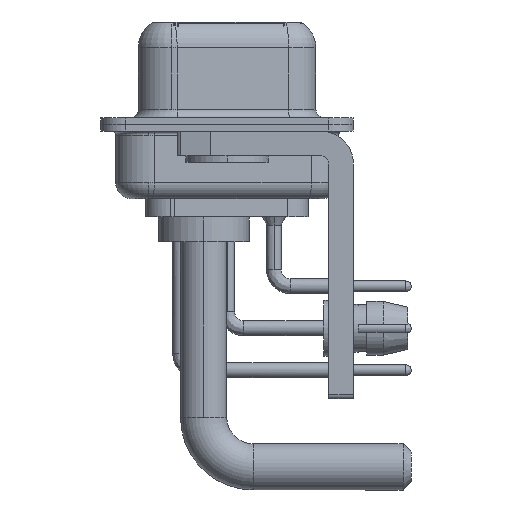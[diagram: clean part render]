
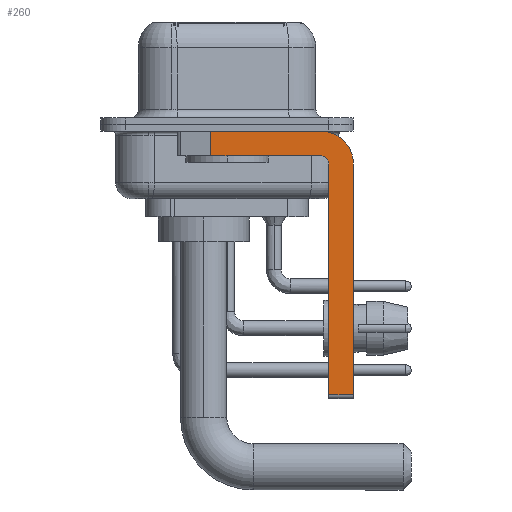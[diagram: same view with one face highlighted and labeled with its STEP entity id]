
A CAD part, left-side view. The second image highlights one B-rep face of the part: STEP entity #260.
In plain terms, the highlighted planar face has unit normal (-1, 0, 0).
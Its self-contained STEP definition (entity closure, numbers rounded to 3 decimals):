
#96 = CARTESIAN_POINT ( 'NONE',  ( -2.9, -5.65, -1.9 ) ) ;
#260 = ADVANCED_FACE ( 'NONE', ( #24053 ), #4493, .F. ) ;
#1245 = DIRECTION ( 'NONE',  ( 0., -1., 0. ) ) ;
#1289 = DIRECTION ( 'NONE',  ( 0., 0., -1. ) ) ;
#1293 = EDGE_CURVE ( 'NONE', #31637, #14075, #30332, .T. ) ;
#2163 = VERTEX_POINT ( 'NONE', #25290 ) ;
#2229 = DIRECTION ( 'NONE',  ( 0., 0., -1. ) ) ;
#3567 = CIRCLE ( 'NONE', #12262, 0.5 ) ;
#4226 = EDGE_CURVE ( 'NONE', #5352, #27289, #24980, .T. ) ;
#4493 = PLANE ( 'NONE',  #12449 ) ;
#5352 = VERTEX_POINT ( 'NONE', #24121 ) ;
#5666 = LINE ( 'NONE', #15466, #11319 ) ;
#6300 = VECTOR ( 'NONE', #1245, 1000. ) ;
#6681 = CARTESIAN_POINT ( 'NONE',  ( -2.9, 3., -0.4 ) ) ;
#6686 = ORIENTED_EDGE ( 'NONE', *, *, #4226, .F. ) ;
#7162 = LINE ( 'NONE', #12128, #7371 ) ;
#7371 = VECTOR ( 'NONE', #26862, 1000. ) ;
#8392 = CARTESIAN_POINT ( 'NONE',  ( -2.9, 0.978, -1.9 ) ) ;
#9166 = EDGE_CURVE ( 'NONE', #24773, #2163, #28661, .T. ) ;
#9759 = DIRECTION ( 'NONE',  ( 0., 0., -1. ) ) ;
#10178 = AXIS2_PLACEMENT_3D ( 'NONE', #19850, #22411, #19386 ) ;
#11319 = VECTOR ( 'NONE', #24894, 1000. ) ;
#11589 = ORIENTED_EDGE ( 'NONE', *, *, #28518, .F. ) ;
#11781 = ORIENTED_EDGE ( 'NONE', *, *, #31537, .F. ) ;
#12128 = CARTESIAN_POINT ( 'NONE',  ( -2.9, -6.15, -16.6 ) ) ;
#12262 = AXIS2_PLACEMENT_3D ( 'NONE', #30798, #22789, #18149 ) ;
#12449 = AXIS2_PLACEMENT_3D ( 'NONE', #14286, #17009, #2229 ) ;
#13435 = EDGE_LOOP ( 'NONE', ( #17521, #17297, #11781, #18678, #18656, #28094, #11589, #6686 ) ) ;
#14075 = VERTEX_POINT ( 'NONE', #26863 ) ;
#14286 = CARTESIAN_POINT ( 'NONE',  ( -2.9, -5.65, -2.4 ) ) ;
#14533 = EDGE_CURVE ( 'NONE', #26495, #16570, #3567, .T. ) ;
#15466 = CARTESIAN_POINT ( 'NONE',  ( -2.9, -5.65, -1.9 ) ) ;
#15623 = EDGE_CURVE ( 'NONE', #31637, #5352, #21421, .T. ) ;
#16570 = VERTEX_POINT ( 'NONE', #96 ) ;
#16656 = CARTESIAN_POINT ( 'NONE',  ( -2.9, -7.65, -2.4 ) ) ;
#17009 = DIRECTION ( 'NONE',  ( 1., 0., 0. ) ) ;
#17297 = ORIENTED_EDGE ( 'NONE', *, *, #1293, .T. ) ;
#17521 = ORIENTED_EDGE ( 'NONE', *, *, #15623, .F. ) ;
#18149 = DIRECTION ( 'NONE',  ( 0., 0., 1. ) ) ;
#18271 = CARTESIAN_POINT ( 'NONE',  ( -2.9, -5.65, -16.35 ) ) ;
#18349 = EDGE_CURVE ( 'NONE', #24773, #26495, #7162, .T. ) ;
#18656 = ORIENTED_EDGE ( 'NONE', *, *, #18349, .F. ) ;
#18678 = ORIENTED_EDGE ( 'NONE', *, *, #14533, .F. ) ;
#18704 = CARTESIAN_POINT ( 'NONE',  ( -2.9, -6.15, -16.35 ) ) ;
#18972 = CARTESIAN_POINT ( 'NONE',  ( -2.9, 0.978, -0.4 ) ) ;
#19046 = LINE ( 'NONE', #16656, #27076 ) ;
#19386 = DIRECTION ( 'NONE',  ( 0., 0., -1. ) ) ;
#19850 = CARTESIAN_POINT ( 'NONE',  ( -2.9, -5.65, -2.4 ) ) ;
#21421 = LINE ( 'NONE', #6681, #28705 ) ;
#22411 = DIRECTION ( 'NONE',  ( 1., 0., 0. ) ) ;
#22789 = DIRECTION ( 'NONE',  ( -1., 0., 0. ) ) ;
#24053 = FACE_OUTER_BOUND ( 'NONE', #13435, .T. ) ;
#24121 = CARTESIAN_POINT ( 'NONE',  ( -2.9, -5.65, -0.4 ) ) ;
#24773 = VERTEX_POINT ( 'NONE', #18704 ) ;
#24894 = DIRECTION ( 'NONE',  ( 0., 1., 0. ) ) ;
#24980 = CIRCLE ( 'NONE', #10178, 2. ) ;
#25183 = VECTOR ( 'NONE', #1289, 1000. ) ;
#25244 = CARTESIAN_POINT ( 'NONE',  ( -2.9, -6.15, -2.4 ) ) ;
#25290 = CARTESIAN_POINT ( 'NONE',  ( -2.9, -7.65, -16.35 ) ) ;
#26495 = VERTEX_POINT ( 'NONE', #25244 ) ;
#26862 = DIRECTION ( 'NONE',  ( 0., 0., 1. ) ) ;
#26863 = CARTESIAN_POINT ( 'NONE',  ( -2.9, 0.978, -1.9 ) ) ;
#27076 = VECTOR ( 'NONE', #9759, 1000. ) ;
#27289 = VERTEX_POINT ( 'NONE', #27500 ) ;
#27500 = CARTESIAN_POINT ( 'NONE',  ( -2.9, -7.65, -2.4 ) ) ;
#28094 = ORIENTED_EDGE ( 'NONE', *, *, #9166, .T. ) ;
#28518 = EDGE_CURVE ( 'NONE', #27289, #2163, #19046, .T. ) ;
#28621 = DIRECTION ( 'NONE',  ( 0., -1., 0. ) ) ;
#28661 = LINE ( 'NONE', #18271, #6300 ) ;
#28705 = VECTOR ( 'NONE', #28621, 1000. ) ;
#30332 = LINE ( 'NONE', #8392, #25183 ) ;
#30798 = CARTESIAN_POINT ( 'NONE',  ( -2.9, -5.65, -2.4 ) ) ;
#31537 = EDGE_CURVE ( 'NONE', #16570, #14075, #5666, .T. ) ;
#31637 = VERTEX_POINT ( 'NONE', #18972 ) ;
